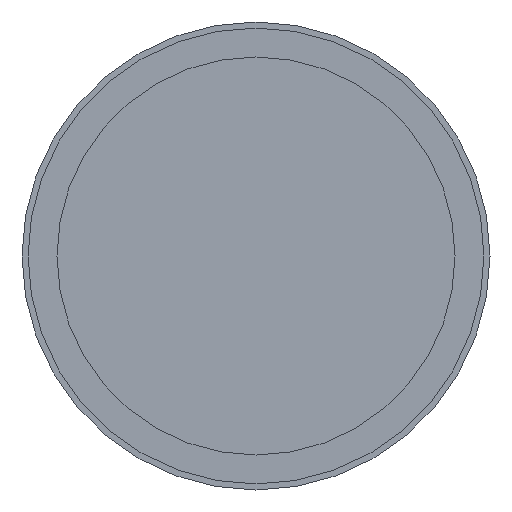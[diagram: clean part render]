
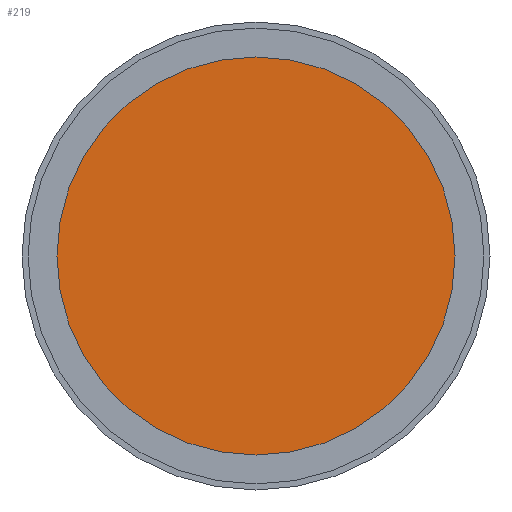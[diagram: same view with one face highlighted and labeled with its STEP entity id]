
A CAD part, left-side view. The second image highlights one B-rep face of the part: STEP entity #219.
In plain terms, the highlighted planar face has unit normal (-1, 0, 0).
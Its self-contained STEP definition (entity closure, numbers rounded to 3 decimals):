
#219 = ADVANCED_FACE( '', ( #296 ), #297, .F. );
#296 = FACE_OUTER_BOUND( '', #475, .T. );
#297 = PLANE( '', #476 );
#475 = EDGE_LOOP( '', ( #662 ) );
#476 = AXIS2_PLACEMENT_3D( '', #663, #664, #665 );
#662 = ORIENTED_EDGE( '', *, *, #1026, .F. );
#663 = CARTESIAN_POINT( '', ( 0.01, 0., 0. ) );
#664 = DIRECTION( '', ( 1., 0., 0. ) );
#665 = DIRECTION( '', ( 0., 0., -1. ) );
#1026 = EDGE_CURVE( '', #1174, #1174, #1175, .T. );
#1174 = VERTEX_POINT( '', #1333 );
#1175 = CIRCLE( '', #1334, 16.5 );
#1333 = CARTESIAN_POINT( '', ( 0.01, -16.5, 0. ) );
#1334 = AXIS2_PLACEMENT_3D( '', #1527, #1528, #1529 );
#1527 = CARTESIAN_POINT( '', ( 0.01, 0., 0. ) );
#1528 = DIRECTION( '', ( 1., 0., 0. ) );
#1529 = DIRECTION( '', ( 0., -1., 0. ) );
